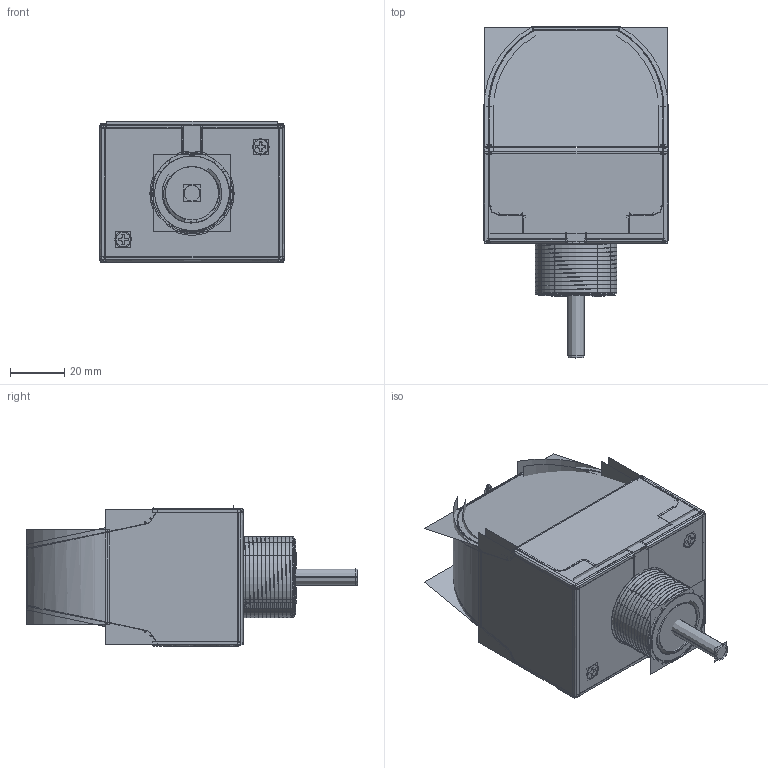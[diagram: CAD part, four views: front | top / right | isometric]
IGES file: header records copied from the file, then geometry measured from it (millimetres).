
Start section:  PTC IGES file: 215158_sm01.igs
Global section: file name: 215158_sm01.igs; native system: Creo Parametric by PTC Inc.; preprocessor: 2019292; author: PDMAdmin; organization: Unknown; date: 20210818.135405; units: millimetre
Bounding box: 68 x 122.56 x 52.1 mm (x, y, z)
Surface area: 359217.2 mm2 (no closed solid volume)
Topology: 0 solids, 11 shells, 2124 faces, 13800 edges, 18397 vertices
Faces by surface type: bspline 1174, revolution 950
